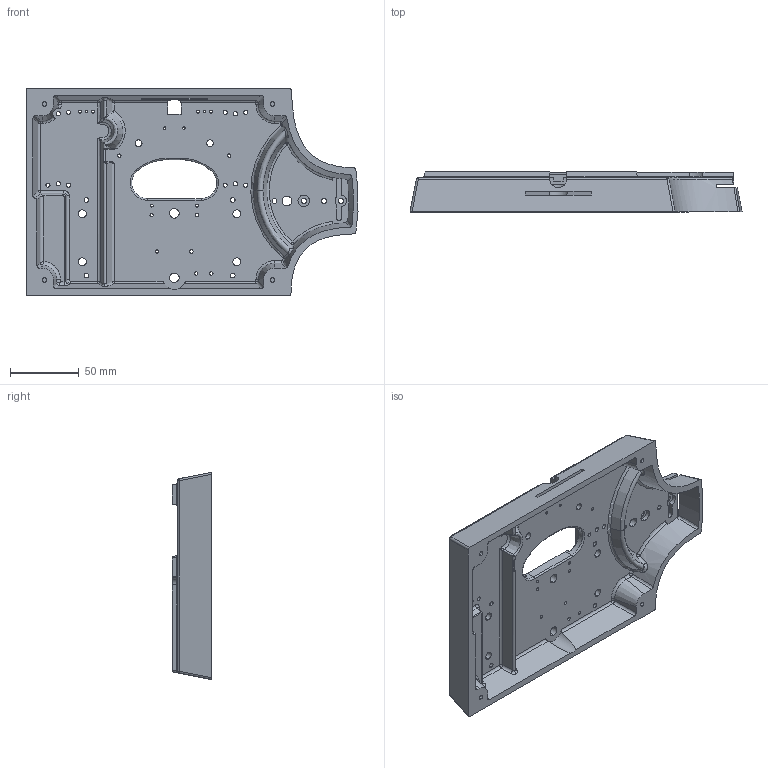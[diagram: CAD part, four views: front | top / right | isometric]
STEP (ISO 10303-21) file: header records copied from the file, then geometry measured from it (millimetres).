
FILE_DESCRIPTION (( 'STEP AP214' ), '1' );
FILE_NAME ('Frame.STEP', '2025-07-06T08:34:20', ( '' ), ( '' ), 'SwSTEP 2.0', 'SolidWorks 2025', '' );
FILE_SCHEMA (( 'AUTOMOTIVE_DESIGN' ));
Length unit declared in the file: millimetre
Products named in the file (1): Frame
Bounding box: 241.8 x 29 x 151 mm (x, y, z)
Volume: 282425.2 mm3; surface area: 98272.1 mm2
Topology: 1 solids, 1 shells, 458 faces, 1208 edges, 727 vertices
Faces by surface type: cylinder 212, plane 97, bspline 89, torus 26, sphere 23, cone 11
Entity records: 18299 total; most frequent: CARTESIAN_POINT 7438, ORIENTED_EDGE 2344, DIRECTION 2135, EDGE_CURVE 1172, AXIS2_PLACEMENT_3D 846, VERTEX_POINT 721, EDGE_LOOP 563, CIRCLE 476
